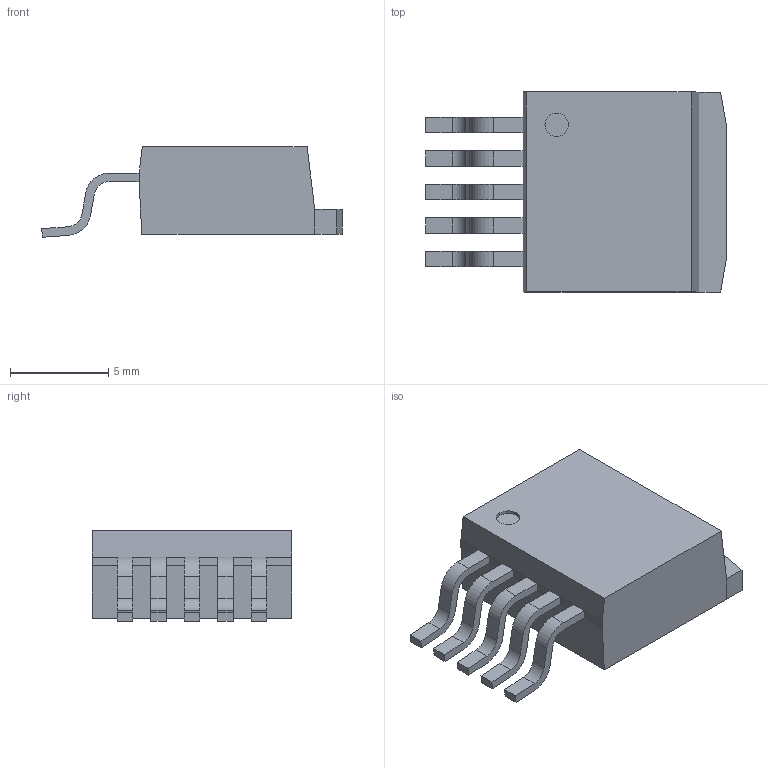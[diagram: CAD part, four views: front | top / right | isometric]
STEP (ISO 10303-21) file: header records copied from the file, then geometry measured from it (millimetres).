
FILE_DESCRIPTION((''),'2;1');
FILE_NAME('KTT0005A_ASM','2017-08-28T14:42:02',('a0412086'),(''),'CREO PARAMETRIC BY PTC INC, 2017110','CREO PARAMETRIC BY PTC INC, 2017110','');
FILE_SCHEMA(('AUTOMOTIVE_DESIGN { 1 0 10303 214 1 1 1 1 }'));
Length unit declared in the file: millimetre
Products named in the file (4): BODY; HTSINK; LEAD; KTT0005A_ASM
Assembly tree (7 placements, depth 2):
  KTT0005A_ASM
    BODY
    HTSINK
    LEAD  x5
Bounding box: 15.27 x 10.16 x 4.59 mm (x, y, z)
Volume: 422.5 mm3; surface area: 602 mm2
Topology: 7 solids, 7 shells, 99 faces, 250 edges, 166 vertices
Faces by surface type: plane 77, cylinder 22
Entity records: 2100 total; most frequent: CARTESIAN_POINT 280, DIRECTION 278, ORIENTED_EDGE 212, PRESENTATION_STYLE_ASSIGNMENT 113, STYLED_ITEM 109, CURVE_STYLE 106, EDGE_CURVE 106, VECTOR 94
